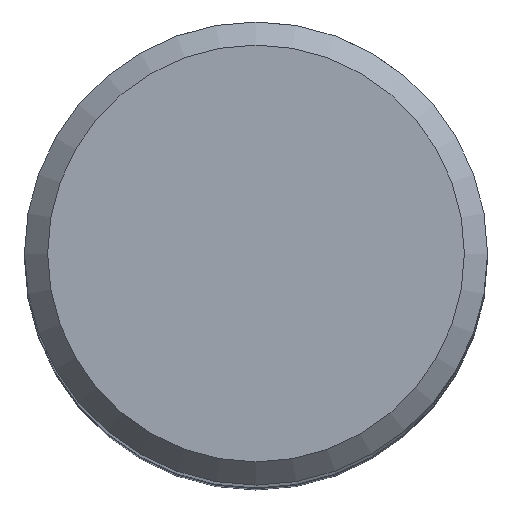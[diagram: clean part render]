
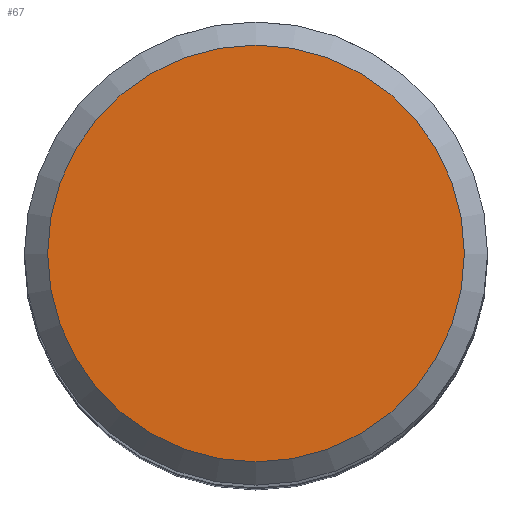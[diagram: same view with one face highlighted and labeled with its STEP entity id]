
A CAD part, top view. The second image highlights one B-rep face of the part: STEP entity #67.
In plain terms, the highlighted planar face has unit normal (0, 0, 1).
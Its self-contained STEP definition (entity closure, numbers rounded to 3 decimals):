
#42=PLANE('',#262);
#49=FACE_OUTER_BOUND('',#119,.T.);
#67=ADVANCED_FACE('',(#49),#42,.F.);
#119=EDGE_LOOP('',(#146));
#146=ORIENTED_EDGE('',*,*,#187,.T.);
#173=VERTEX_POINT('',#388);
#187=EDGE_CURVE('',#173,#173,#199,.T.);
#199=CIRCLE('',#261,7.2);
#261=AXIS2_PLACEMENT_3D('',#387,#313,#314);
#262=AXIS2_PLACEMENT_3D('',#389,#315,#316);
#313=DIRECTION('',(0.,0.,1.));
#314=DIRECTION('',(-1.,0.,0.));
#315=DIRECTION('',(0.,0.,-1.));
#316=DIRECTION('',(-1.,0.,0.));
#387=CARTESIAN_POINT('',(0.,0.,0.));
#388=CARTESIAN_POINT('',(-7.2,0.,0.));
#389=CARTESIAN_POINT('',(0.,8.,0.));
